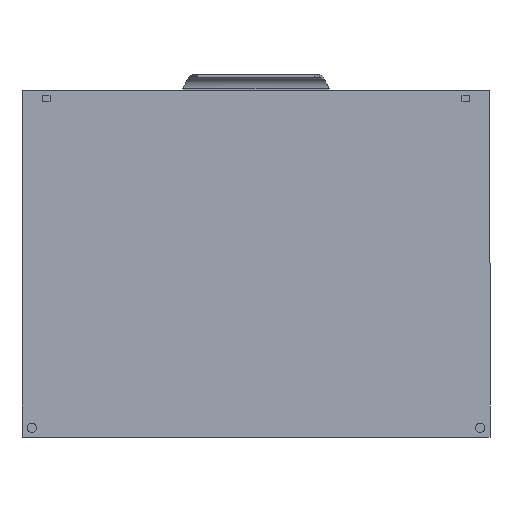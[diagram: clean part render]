
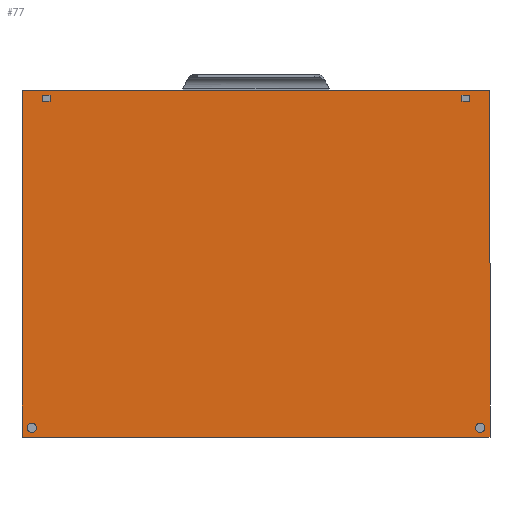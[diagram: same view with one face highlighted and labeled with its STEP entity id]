
A CAD part, front view. The second image highlights one B-rep face of the part: STEP entity #77.
In plain terms, the highlighted planar face has unit normal (0, -1, 0).
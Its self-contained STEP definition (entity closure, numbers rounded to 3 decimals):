
#2 = VERTEX_POINT ( 'NONE', #956 ) ;
#3 = ORIENTED_EDGE ( 'NONE', *, *, #502, .F. ) ;
#12 = DIRECTION ( 'NONE',  ( 0., 0., 1. ) ) ;
#17 = CARTESIAN_POINT ( 'NONE',  ( 0., 0., 0. ) ) ;
#29 = AXIS2_PLACEMENT_3D ( 'NONE', #785, #469, #869 ) ;
#31 = VECTOR ( 'NONE', #1194, 1000. ) ;
#37 = CARTESIAN_POINT ( 'NONE',  ( 26.45, 0., 24.35 ) ) ;
#44 = FACE_BOUND ( 'NONE', #770, .T. ) ;
#54 = VECTOR ( 'NONE', #448, 1000. ) ;
#56 = CARTESIAN_POINT ( 'NONE',  ( 30.05, 0., 25.75 ) ) ;
#66 = DIRECTION ( 'NONE',  ( 1., 0., 0. ) ) ;
#72 = VERTEX_POINT ( 'NONE', #944 ) ;
#74 = EDGE_CURVE ( 'NONE', #317, #643, #174, .T. ) ;
#77 = ADVANCED_FACE ( 'NONE', ( #44, #1278, #344, #456, #358 ), #1144, .F. ) ;
#78 = AXIS2_PLACEMENT_3D ( 'NONE', #716, #621, #12 ) ;
#80 = EDGE_LOOP ( 'NONE', ( #820, #862 ) ) ;
#87 = CARTESIAN_POINT ( 'NONE',  ( 26.45, 0., 24.35 ) ) ;
#94 = LINE ( 'NONE', #194, #401 ) ;
#99 = VECTOR ( 'NONE', #66, 1000. ) ;
#108 = DIRECTION ( 'NONE',  ( 0., -1., 0. ) ) ;
#110 = DIRECTION ( 'NONE',  ( 1., 0., 0. ) ) ;
#141 = VERTEX_POINT ( 'NONE', #1324 ) ;
#145 = VERTEX_POINT ( 'NONE', #1197 ) ;
#149 = CARTESIAN_POINT ( 'NONE',  ( 26.45, 0., 24.35 ) ) ;
#174 = CIRCLE ( 'NONE', #593, 0.6 ) ;
#182 = LINE ( 'NONE', #1340, #838 ) ;
#192 = VERTEX_POINT ( 'NONE', #721 ) ;
#194 = CARTESIAN_POINT ( 'NONE',  ( 30.05, 0., 25.75 ) ) ;
#196 = VECTOR ( 'NONE', #110, 1000. ) ;
#206 = CARTESIAN_POINT ( 'NONE',  ( 27.45, 0., 24.35 ) ) ;
#215 = ORIENTED_EDGE ( 'NONE', *, *, #359, .F. ) ;
#239 = LINE ( 'NONE', #611, #981 ) ;
#251 = VERTEX_POINT ( 'NONE', #762 ) ;
#256 = CARTESIAN_POINT ( 'NONE',  ( -28.8, 0., -16.95 ) ) ;
#264 = LINE ( 'NONE', #1209, #1331 ) ;
#271 = LINE ( 'NONE', #893, #31 ) ;
#286 = EDGE_LOOP ( 'NONE', ( #1110, #1100, #703, #1019 ) ) ;
#298 = VERTEX_POINT ( 'NONE', #56 ) ;
#316 = EDGE_CURVE ( 'NONE', #192, #1040, #1190, .T. ) ;
#317 = VERTEX_POINT ( 'NONE', #256 ) ;
#323 = ORIENTED_EDGE ( 'NONE', *, *, #740, .F. ) ;
#328 = DIRECTION ( 'NONE',  ( 0., 1., 0. ) ) ;
#338 = ORIENTED_EDGE ( 'NONE', *, *, #1303, .F. ) ;
#344 = FACE_OUTER_BOUND ( 'NONE', #1135, .T. ) ;
#351 = EDGE_LOOP ( 'NONE', ( #610, #1337 ) ) ;
#358 = FACE_BOUND ( 'NONE', #286, .T. ) ;
#359 = EDGE_CURVE ( 'NONE', #754, #251, #1316, .T. ) ;
#378 = DIRECTION ( 'NONE',  ( -1., 0., 0. ) ) ;
#401 = VECTOR ( 'NONE', #432, 1000. ) ;
#405 = ORIENTED_EDGE ( 'NONE', *, *, #1009, .F. ) ;
#406 = EDGE_CURVE ( 'NONE', #141, #831, #1196, .T. ) ;
#429 = EDGE_CURVE ( 'NONE', #433, #754, #264, .T. ) ;
#432 = DIRECTION ( 'NONE',  ( 0., 0., -1. ) ) ;
#433 = VERTEX_POINT ( 'NONE', #669 ) ;
#448 = DIRECTION ( 'NONE',  ( 0., 0., 1. ) ) ;
#456 = FACE_BOUND ( 'NONE', #80, .T. ) ;
#469 = DIRECTION ( 'NONE',  ( 0., -1., 0. ) ) ;
#473 = DIRECTION ( 'NONE',  ( 0., 0., 1. ) ) ;
#478 = LINE ( 'NONE', #994, #99 ) ;
#480 = DIRECTION ( 'NONE',  ( 0., 0., -1. ) ) ;
#502 = EDGE_CURVE ( 'NONE', #692, #141, #182, .T. ) ;
#509 = ORIENTED_EDGE ( 'NONE', *, *, #406, .F. ) ;
#555 = LINE ( 'NONE', #37, #54 ) ;
#566 = DIRECTION ( 'NONE',  ( 0., -1., 0. ) ) ;
#593 = AXIS2_PLACEMENT_3D ( 'NONE', #866, #566, #968 ) ;
#610 = ORIENTED_EDGE ( 'NONE', *, *, #74, .F. ) ;
#611 = CARTESIAN_POINT ( 'NONE',  ( -26.45, 0., 24.35 ) ) ;
#621 = DIRECTION ( 'NONE',  ( 0., -1., 0. ) ) ;
#643 = VERTEX_POINT ( 'NONE', #688 ) ;
#669 = CARTESIAN_POINT ( 'NONE',  ( 30.05, 0., -18.75 ) ) ;
#680 = VECTOR ( 'NONE', #984, 1000. ) ;
#684 = DIRECTION ( 'NONE',  ( -1., 0., 0. ) ) ;
#688 = CARTESIAN_POINT ( 'NONE',  ( -28.8, 0., -18.15 ) ) ;
#692 = VERTEX_POINT ( 'NONE', #1305 ) ;
#696 = EDGE_CURVE ( 'NONE', #1040, #1221, #798, .T. ) ;
#703 = ORIENTED_EDGE ( 'NONE', *, *, #1201, .T. ) ;
#716 = CARTESIAN_POINT ( 'NONE',  ( 28.8, 0., -17.55 ) ) ;
#721 = CARTESIAN_POINT ( 'NONE',  ( 27.45, 0., 25.15 ) ) ;
#740 = EDGE_CURVE ( 'NONE', #831, #145, #859, .T. ) ;
#754 = VERTEX_POINT ( 'NONE', #953 ) ;
#762 = CARTESIAN_POINT ( 'NONE',  ( -30.05, 0., 25.75 ) ) ;
#770 = EDGE_LOOP ( 'NONE', ( #509, #3, #1115, #323 ) ) ;
#771 = VECTOR ( 'NONE', #480, 1000. ) ;
#780 = CARTESIAN_POINT ( 'NONE',  ( -27.45, 0., 24.35 ) ) ;
#785 = CARTESIAN_POINT ( 'NONE',  ( 28.8, 0., -17.55 ) ) ;
#798 = LINE ( 'NONE', #149, #884 ) ;
#820 = ORIENTED_EDGE ( 'NONE', *, *, #1281, .F. ) ;
#831 = VERTEX_POINT ( 'NONE', #780 ) ;
#838 = VECTOR ( 'NONE', #1227, 1000. ) ;
#843 = CARTESIAN_POINT ( 'NONE',  ( -26.45, 0., 24.35 ) ) ;
#846 = EDGE_CURVE ( 'NONE', #72, #2, #1038, .T. ) ;
#859 = LINE ( 'NONE', #843, #196 ) ;
#862 = ORIENTED_EDGE ( 'NONE', *, *, #846, .F. ) ;
#866 = CARTESIAN_POINT ( 'NONE',  ( -28.8, 0., -17.55 ) ) ;
#869 = DIRECTION ( 'NONE',  ( 0., 0., 1. ) ) ;
#870 = CARTESIAN_POINT ( 'NONE',  ( 26.45, 0., 25.15 ) ) ;
#884 = VECTOR ( 'NONE', #378, 1000. ) ;
#893 = CARTESIAN_POINT ( 'NONE',  ( 26.45, 0., 25.15 ) ) ;
#901 = CARTESIAN_POINT ( 'NONE',  ( -30.05, 0., 25.75 ) ) ;
#922 = CIRCLE ( 'NONE', #78, 0.6 ) ;
#939 = AXIS2_PLACEMENT_3D ( 'NONE', #17, #328, #1307 ) ;
#944 = CARTESIAN_POINT ( 'NONE',  ( 28.8, 0., -18.15 ) ) ;
#953 = CARTESIAN_POINT ( 'NONE',  ( -30.05, 0., -18.75 ) ) ;
#956 = CARTESIAN_POINT ( 'NONE',  ( 28.8, 0., -16.95 ) ) ;
#968 = DIRECTION ( 'NONE',  ( 0., 0., 1. ) ) ;
#971 = EDGE_CURVE ( 'NONE', #1168, #192, #271, .T. ) ;
#976 = VECTOR ( 'NONE', #473, 1000. ) ;
#981 = VECTOR ( 'NONE', #1086, 1000. ) ;
#983 = AXIS2_PLACEMENT_3D ( 'NONE', #1027, #108, #1254 ) ;
#984 = DIRECTION ( 'NONE',  ( 0., 0., -1. ) ) ;
#994 = CARTESIAN_POINT ( 'NONE',  ( 30.05, 0., 25.75 ) ) ;
#1009 = EDGE_CURVE ( 'NONE', #251, #298, #478, .T. ) ;
#1018 = CIRCLE ( 'NONE', #983, 0.6 ) ;
#1019 = ORIENTED_EDGE ( 'NONE', *, *, #971, .T. ) ;
#1027 = CARTESIAN_POINT ( 'NONE',  ( -28.8, 0., -17.55 ) ) ;
#1038 = CIRCLE ( 'NONE', #29, 0.6 ) ;
#1040 = VERTEX_POINT ( 'NONE', #206 ) ;
#1086 = DIRECTION ( 'NONE',  ( 0., 0., 1. ) ) ;
#1100 = ORIENTED_EDGE ( 'NONE', *, *, #696, .T. ) ;
#1110 = ORIENTED_EDGE ( 'NONE', *, *, #316, .T. ) ;
#1115 = ORIENTED_EDGE ( 'NONE', *, *, #1218, .F. ) ;
#1135 = EDGE_LOOP ( 'NONE', ( #1244, #338, #405, #215 ) ) ;
#1144 = PLANE ( 'NONE',  #939 ) ;
#1168 = VERTEX_POINT ( 'NONE', #870 ) ;
#1190 = LINE ( 'NONE', #1295, #771 ) ;
#1194 = DIRECTION ( 'NONE',  ( 1., 0., 0. ) ) ;
#1196 = LINE ( 'NONE', #1300, #680 ) ;
#1197 = CARTESIAN_POINT ( 'NONE',  ( -26.45, 0., 24.35 ) ) ;
#1201 = EDGE_CURVE ( 'NONE', #1221, #1168, #555, .T. ) ;
#1209 = CARTESIAN_POINT ( 'NONE',  ( 30.05, 0., -18.75 ) ) ;
#1218 = EDGE_CURVE ( 'NONE', #145, #692, #239, .T. ) ;
#1221 = VERTEX_POINT ( 'NONE', #87 ) ;
#1227 = DIRECTION ( 'NONE',  ( -1., 0., 0. ) ) ;
#1244 = ORIENTED_EDGE ( 'NONE', *, *, #429, .F. ) ;
#1254 = DIRECTION ( 'NONE',  ( 0., 0., 1. ) ) ;
#1278 = FACE_BOUND ( 'NONE', #351, .T. ) ;
#1281 = EDGE_CURVE ( 'NONE', #2, #72, #922, .T. ) ;
#1295 = CARTESIAN_POINT ( 'NONE',  ( 27.45, 0., 24.35 ) ) ;
#1300 = CARTESIAN_POINT ( 'NONE',  ( -27.45, 0., 24.35 ) ) ;
#1303 = EDGE_CURVE ( 'NONE', #298, #433, #94, .T. ) ;
#1305 = CARTESIAN_POINT ( 'NONE',  ( -26.45, 0., 25.15 ) ) ;
#1307 = DIRECTION ( 'NONE',  ( 0., 0., 1. ) ) ;
#1316 = LINE ( 'NONE', #901, #976 ) ;
#1321 = EDGE_CURVE ( 'NONE', #643, #317, #1018, .T. ) ;
#1324 = CARTESIAN_POINT ( 'NONE',  ( -27.45, 0., 25.15 ) ) ;
#1331 = VECTOR ( 'NONE', #684, 1000. ) ;
#1337 = ORIENTED_EDGE ( 'NONE', *, *, #1321, .F. ) ;
#1340 = CARTESIAN_POINT ( 'NONE',  ( -26.45, 0., 25.15 ) ) ;
